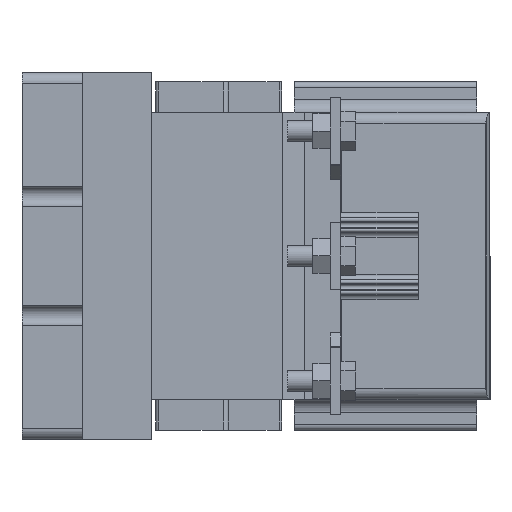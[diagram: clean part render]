
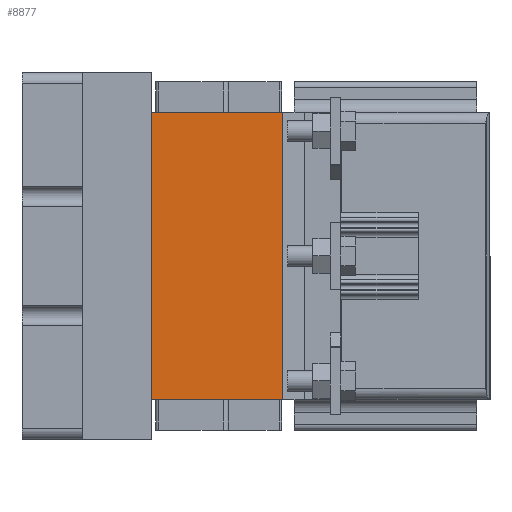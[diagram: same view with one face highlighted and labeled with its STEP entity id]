
A CAD part, front view. The second image highlights one B-rep face of the part: STEP entity #8877.
In plain terms, the highlighted planar face has unit normal (0, -1, 0).
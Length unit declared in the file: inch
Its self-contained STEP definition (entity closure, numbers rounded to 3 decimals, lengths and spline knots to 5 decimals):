
#3181 = VECTOR ( 'NONE', #16081, 39.37008 ) ;
#5046 = LINE ( 'NONE', #5582, #6404 ) ;
#5101 = CARTESIAN_POINT ( 'NONE',  ( 0., -2.55906, 2.12598 ) ) ;
#5127 = CARTESIAN_POINT ( 'NONE',  ( -3.06693, -2.55906, -2.12598 ) ) ;
#5160 = VECTOR ( 'NONE', #15113, 39.37008 ) ;
#5500 = ORIENTED_EDGE ( 'NONE', *, *, #6057, .F. ) ;
#5582 = CARTESIAN_POINT ( 'NONE',  ( -5.18898, -2.55906, -2.12598 ) ) ;
#5707 = ORIENTED_EDGE ( 'NONE', *, *, #7820, .T. ) ;
#6057 = EDGE_CURVE ( 'NONE', #7440, #11700, #7031, .T. ) ;
#6404 = VECTOR ( 'NONE', #16912, 39.37008 ) ;
#7031 = LINE ( 'NONE', #10538, #3181 ) ;
#7336 = AXIS2_PLACEMENT_3D ( 'NONE', #14052, #16908, #11240 ) ;
#7440 = VERTEX_POINT ( 'NONE', #8728 ) ;
#7820 = EDGE_CURVE ( 'NONE', #16802, #18148, #14493, .T. ) ;
#7953 = CARTESIAN_POINT ( 'NONE',  ( -3.06693, -2.55906, 2.12598 ) ) ;
#8728 = CARTESIAN_POINT ( 'NONE',  ( -5.01181, -2.55906, -2.12598 ) ) ;
#8754 = LINE ( 'NONE', #5101, #5160 ) ;
#8877 = ADVANCED_FACE ( 'NONE', ( #10403 ), #11306, .T. ) ;
#9392 = DIRECTION ( 'NONE',  ( 0., 0., 1. ) ) ;
#10292 = ORIENTED_EDGE ( 'NONE', *, *, #15353, .F. ) ;
#10403 = FACE_OUTER_BOUND ( 'NONE', #15978, .T. ) ;
#10538 = CARTESIAN_POINT ( 'NONE',  ( -5.01181, -2.55906, 2.71654 ) ) ;
#11033 = EDGE_CURVE ( 'NONE', #7440, #16802, #5046, .T. ) ;
#11240 = DIRECTION ( 'NONE',  ( 1., 0., 0. ) ) ;
#11306 = PLANE ( 'NONE',  #7336 ) ;
#11700 = VERTEX_POINT ( 'NONE', #16759 ) ;
#12941 = ORIENTED_EDGE ( 'NONE', *, *, #11033, .T. ) ;
#14052 = CARTESIAN_POINT ( 'NONE',  ( -5.18898, -2.55906, 2.12598 ) ) ;
#14493 = LINE ( 'NONE', #7953, #17400 ) ;
#15113 = DIRECTION ( 'NONE',  ( 1., 0., 0. ) ) ;
#15353 = EDGE_CURVE ( 'NONE', #11700, #18148, #8754, .T. ) ;
#15978 = EDGE_LOOP ( 'NONE', ( #5707, #10292, #5500, #12941 ) ) ;
#16081 = DIRECTION ( 'NONE',  ( 0., 0., 1. ) ) ;
#16759 = CARTESIAN_POINT ( 'NONE',  ( -5.01181, -2.55906, 2.12598 ) ) ;
#16802 = VERTEX_POINT ( 'NONE', #5127 ) ;
#16851 = CARTESIAN_POINT ( 'NONE',  ( -3.06693, -2.55906, 2.12598 ) ) ;
#16908 = DIRECTION ( 'NONE',  ( 0., -1., 0. ) ) ;
#16912 = DIRECTION ( 'NONE',  ( 1., 0., 0. ) ) ;
#17400 = VECTOR ( 'NONE', #9392, 39.37008 ) ;
#18148 = VERTEX_POINT ( 'NONE', #16851 ) ;
